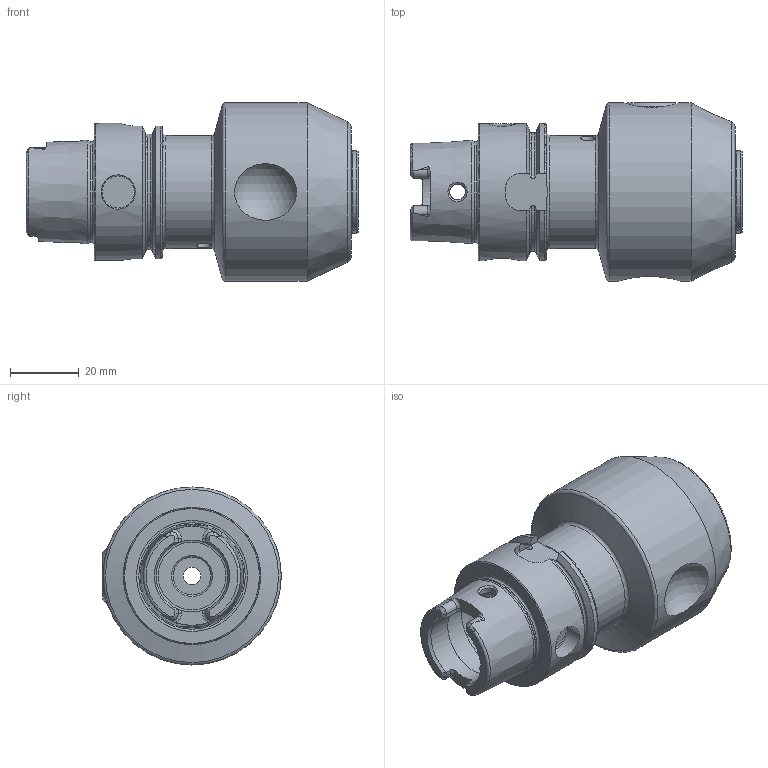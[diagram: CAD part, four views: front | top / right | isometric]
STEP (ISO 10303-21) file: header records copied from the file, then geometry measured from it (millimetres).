
FILE_DESCRIPTION (( 'STEP AP214' ), '1' );
FILE_NAME ('HA4.W20.So1.075.STEP', '2021-11-11T15:42:08', ( '' ), ( '' ), 'SwSTEP 2.0', 'SolidWorks 2017', '' );
FILE_SCHEMA (( 'AUTOMOTIVE_DESIGN' ));
Length unit declared in the file: millimetre
Products named in the file (5): HA4.W20.So1.075; HA4-W20.So1.075_A_Fertigbearbeitung; U20-V12.K01.002_A; W20-ER1.001.016; ISO 4026 - M4 x 6
Assembly tree (5 placements, depth 2):
  HA4.W20.So1.075
    HA4-W20.So1.075_A_Fertigbearbeitung
    W20-ER1.001.016
    U20-V12.K01.002_A
    ISO 4026 - M4 x 6  x2
Bounding box: 96.9 x 52 x 52 mm (x, y, z)
Volume: 105390.6 mm3; surface area: 31048.8 mm2
Topology: 5 solids, 5 shells, 225 faces, 567 edges, 361 vertices
Faces by surface type: plane 112, cylinder 49, cone 31, torus 29, bspline 3, sphere 1
Full cylindrical faces by diameter (mm): 3.3 x2, 4 x2, 4.2 x2, 4.6 x2, 5 x1, 8 x2, 10 x1, 11 x1, 12.5 x1, 14 x1, 16 x1, 19.2 x1, 20 x1, 20.6 x1, 21 x2, 24 x1, 25.5 x1, 29.707 x1, 33 x1, 40 x1, 52 x1
Entity records: 9265 total; most frequent: CARTESIAN_POINT 3294, DIRECTION 955, ORIENTED_EDGE 940, EDGE_CURVE 470, AXIS2_PLACEMENT_3D 366, VERTEX_POINT 333, EDGE_LOOP 295, FACE_OUTER_BOUND 256
